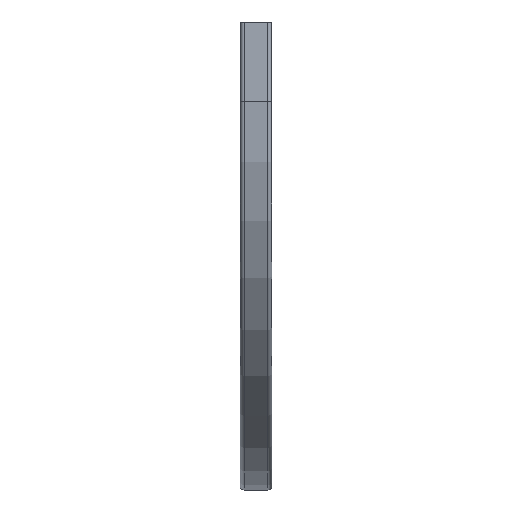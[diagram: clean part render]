
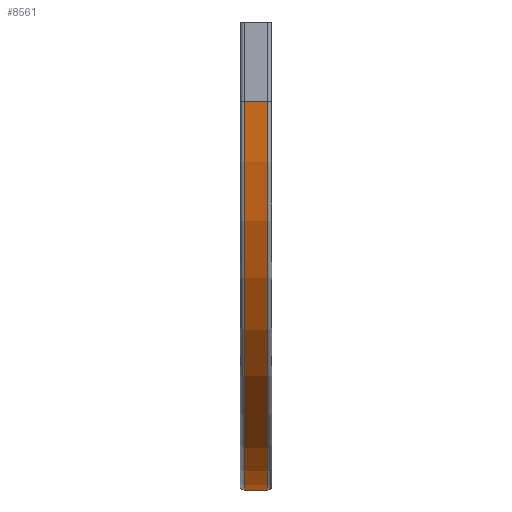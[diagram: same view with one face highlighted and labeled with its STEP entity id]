
A CAD part, left-side view. The second image highlights one B-rep face of the part: STEP entity #8561.
In plain terms, the highlighted cylindrical face has radius 735 mm (diameter 1470 mm), a partial arc.
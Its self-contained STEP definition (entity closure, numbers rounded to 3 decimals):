
#159 = AXIS2_PLACEMENT_3D ( 'NONE', #1869, #1834, #1786 ) ;
#1364 = EDGE_CURVE ( 'NONE', #8976, #5700, #3485, .T. ) ;
#1492 = CIRCLE ( 'NONE', #13433, 735. ) ;
#1752 = DIRECTION ( 'NONE',  ( 0., 1., 0. ) ) ;
#1786 = DIRECTION ( 'NONE',  ( 1., 0., 0. ) ) ;
#1834 = DIRECTION ( 'NONE',  ( 0., 1., 0. ) ) ;
#1869 = CARTESIAN_POINT ( 'NONE',  ( 600., 22.5, -150. ) ) ;
#2107 = CARTESIAN_POINT ( 'NONE',  ( 600., -22.5, -150. ) ) ;
#2113 = CARTESIAN_POINT ( 'NONE',  ( -135., 6.791, -150. ) ) ;
#2624 = EDGE_LOOP ( 'NONE', ( #8350, #9367, #3592, #9459 ) ) ;
#2883 = CARTESIAN_POINT ( 'NONE',  ( -135., -22.5, -150. ) ) ;
#3188 = DIRECTION ( 'NONE',  ( 1., 0., 0. ) ) ;
#3485 = LINE ( 'NONE', #12708, #11364 ) ;
#3592 = ORIENTED_EDGE ( 'NONE', *, *, #10574, .T. ) ;
#4369 = CARTESIAN_POINT ( 'NONE',  ( -135., 22.5, -150. ) ) ;
#4984 = CARTESIAN_POINT ( 'NONE',  ( 600., -22.5, -885. ) ) ;
#5610 = VECTOR ( 'NONE', #1752, 1000. ) ;
#5700 = VERTEX_POINT ( 'NONE', #6806 ) ;
#5973 = CIRCLE ( 'NONE', #159, 735. ) ;
#6533 = CYLINDRICAL_SURFACE ( 'NONE', #13001, 735. ) ;
#6806 = CARTESIAN_POINT ( 'NONE',  ( 600., 22.5, -885. ) ) ;
#8350 = ORIENTED_EDGE ( 'NONE', *, *, #1364, .F. ) ;
#8561 = ADVANCED_FACE ( 'NONE', ( #12555 ), #6533, .T. ) ;
#8976 = VERTEX_POINT ( 'NONE', #4984 ) ;
#9367 = ORIENTED_EDGE ( 'NONE', *, *, #10739, .T. ) ;
#9459 = ORIENTED_EDGE ( 'NONE', *, *, #10553, .F. ) ;
#9569 = DIRECTION ( 'NONE',  ( 0., 1., 0. ) ) ;
#9664 = DIRECTION ( 'NONE',  ( 1., 0., 0. ) ) ;
#9685 = DIRECTION ( 'NONE',  ( 0., 1., 0. ) ) ;
#9766 = CARTESIAN_POINT ( 'NONE',  ( 600., 0., -150. ) ) ;
#10553 = EDGE_CURVE ( 'NONE', #5700, #12511, #5973, .T. ) ;
#10574 = EDGE_CURVE ( 'NONE', #13929, #12511, #11710, .T. ) ;
#10739 = EDGE_CURVE ( 'NONE', #8976, #13929, #1492, .T. ) ;
#11364 = VECTOR ( 'NONE', #12735, 1000. ) ;
#11710 = LINE ( 'NONE', #2113, #5610 ) ;
#12511 = VERTEX_POINT ( 'NONE', #4369 ) ;
#12555 = FACE_OUTER_BOUND ( 'NONE', #2624, .T. ) ;
#12708 = CARTESIAN_POINT ( 'NONE',  ( 600., 6.791, -885. ) ) ;
#12735 = DIRECTION ( 'NONE',  ( 0., 1., 0. ) ) ;
#13001 = AXIS2_PLACEMENT_3D ( 'NONE', #9766, #9685, #9664 ) ;
#13433 = AXIS2_PLACEMENT_3D ( 'NONE', #2107, #9569, #3188 ) ;
#13929 = VERTEX_POINT ( 'NONE', #2883 ) ;
